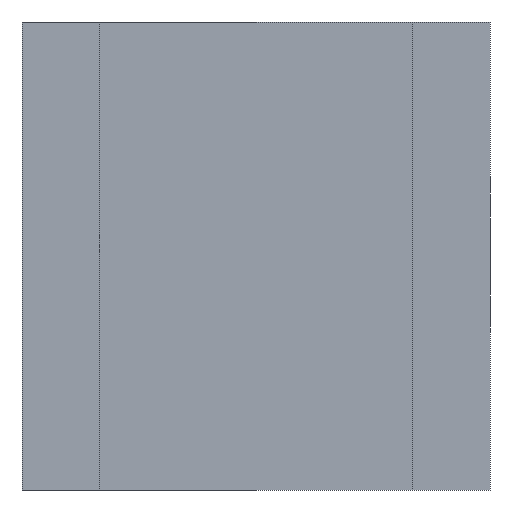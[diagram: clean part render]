
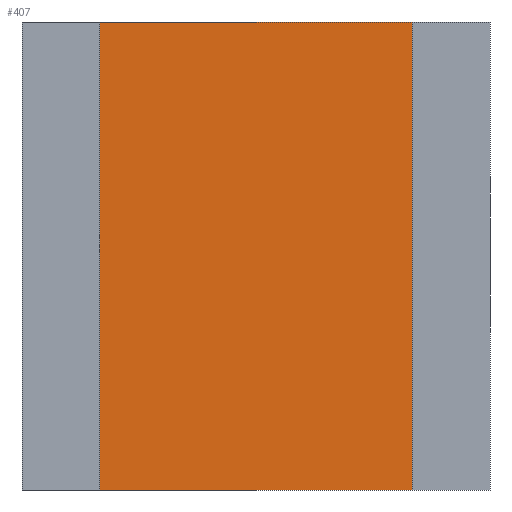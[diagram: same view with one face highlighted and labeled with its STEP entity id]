
A CAD part, front view. The second image highlights one B-rep face of the part: STEP entity #407.
In plain terms, the highlighted planar face has unit normal (0, -1, 0).
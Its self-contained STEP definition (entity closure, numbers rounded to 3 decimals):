
#8 = VERTEX_POINT ( 'NONE', #597 ) ;
#36 = LINE ( 'NONE', #38, #336 ) ;
#38 = CARTESIAN_POINT ( 'NONE',  ( -20., 70., 30. ) ) ;
#64 = LINE ( 'NONE', #533, #123 ) ;
#81 = AXIS2_PLACEMENT_3D ( 'NONE', #267, #529, #476 ) ;
#82 = DIRECTION ( 'NONE',  ( 0., 0., 1. ) ) ;
#94 = ORIENTED_EDGE ( 'NONE', *, *, #284, .F. ) ;
#99 = FACE_OUTER_BOUND ( 'NONE', #411, .T. ) ;
#123 = VECTOR ( 'NONE', #481, 1000. ) ;
#126 = VERTEX_POINT ( 'NONE', #628 ) ;
#146 = DIRECTION ( 'NONE',  ( -1., 0., 0. ) ) ;
#163 = ORIENTED_EDGE ( 'NONE', *, *, #658, .F. ) ;
#214 = EDGE_CURVE ( 'NONE', #126, #558, #386, .T. ) ;
#266 = EDGE_CURVE ( 'NONE', #558, #649, #36, .T. ) ;
#267 = CARTESIAN_POINT ( 'NONE',  ( -20., 70., -30. ) ) ;
#284 = EDGE_CURVE ( 'NONE', #8, #649, #463, .T. ) ;
#336 = VECTOR ( 'NONE', #146, 1000. ) ;
#386 = LINE ( 'NONE', #641, #623 ) ;
#407 = ADVANCED_FACE ( 'NONE', ( #99 ), #538, .F. ) ;
#411 = EDGE_LOOP ( 'NONE', ( #94, #163, #524, #526 ) ) ;
#412 = VECTOR ( 'NONE', #82, 1000. ) ;
#460 = CARTESIAN_POINT ( 'NONE',  ( -20., 70., -30. ) ) ;
#463 = LINE ( 'NONE', #460, #412 ) ;
#476 = DIRECTION ( 'NONE',  ( 0., 0., 1. ) ) ;
#481 = DIRECTION ( 'NONE',  ( -1., 0., 0. ) ) ;
#519 = DIRECTION ( 'NONE',  ( 0., 0., 1. ) ) ;
#524 = ORIENTED_EDGE ( 'NONE', *, *, #214, .T. ) ;
#526 = ORIENTED_EDGE ( 'NONE', *, *, #266, .T. ) ;
#529 = DIRECTION ( 'NONE',  ( 0., 1., 0. ) ) ;
#533 = CARTESIAN_POINT ( 'NONE',  ( -20., 70., -30. ) ) ;
#538 = PLANE ( 'NONE',  #81 ) ;
#558 = VERTEX_POINT ( 'NONE', #684 ) ;
#572 = CARTESIAN_POINT ( 'NONE',  ( -20., 70., 30. ) ) ;
#597 = CARTESIAN_POINT ( 'NONE',  ( -20., 70., -30. ) ) ;
#623 = VECTOR ( 'NONE', #519, 1000. ) ;
#628 = CARTESIAN_POINT ( 'NONE',  ( 20., 70., -30. ) ) ;
#641 = CARTESIAN_POINT ( 'NONE',  ( 20., 70., -30. ) ) ;
#649 = VERTEX_POINT ( 'NONE', #572 ) ;
#658 = EDGE_CURVE ( 'NONE', #126, #8, #64, .T. ) ;
#684 = CARTESIAN_POINT ( 'NONE',  ( 20., 70., 30. ) ) ;
